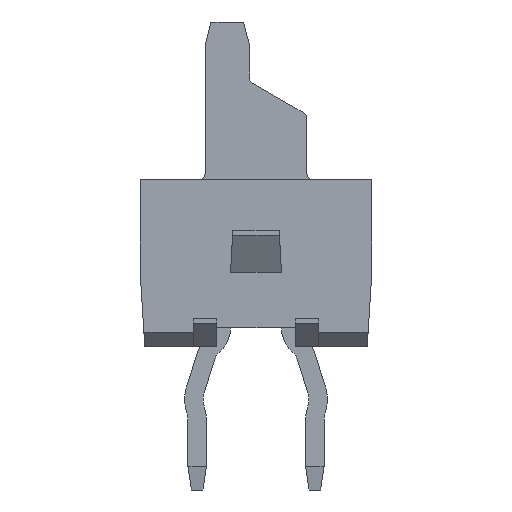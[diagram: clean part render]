
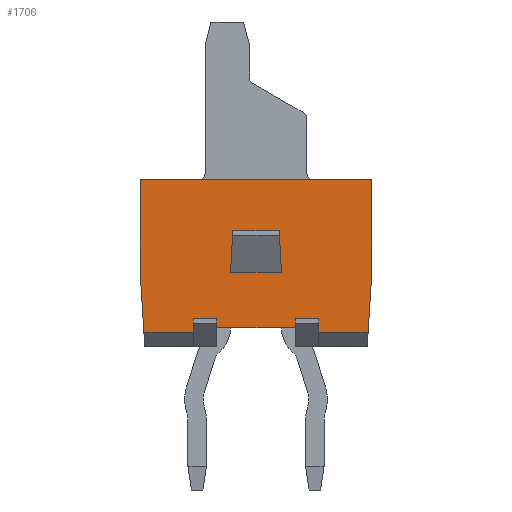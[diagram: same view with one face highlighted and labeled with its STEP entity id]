
A CAD part, left-side view. The second image highlights one B-rep face of the part: STEP entity #1706.
In plain terms, the highlighted planar face has unit normal (-1, 0, 0).
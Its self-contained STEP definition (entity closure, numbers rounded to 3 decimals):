
#1706=ADVANCED_FACE('',(#3477,#3478),#3479,.F.);
#3477=FACE_OUTER_BOUND('',#5310,.T.);
#3478=FACE_BOUND('',#5311,.T.);
#3479=PLANE('',#5312);
#5310=EDGE_LOOP('',(#10595,#10596,#10597,#10598,#10599,#10600,#10601,#10602,#10603,#10604,#10605,#10606,#10607,#10608));
#5311=EDGE_LOOP('',(#10609,#10610,#10611,#10612));
#5312=AXIS2_PLACEMENT_3D('',#10613,#10614,#10615);
#10595=ORIENTED_EDGE('',*,*,#12901,.T.);
#10596=ORIENTED_EDGE('',*,*,#12912,.T.);
#10597=ORIENTED_EDGE('',*,*,#13015,.F.);
#10598=ORIENTED_EDGE('',*,*,#13123,.T.);
#10599=ORIENTED_EDGE('',*,*,#13020,.F.);
#10600=ORIENTED_EDGE('',*,*,#12940,.F.);
#10601=ORIENTED_EDGE('',*,*,#12932,.T.);
#10602=ORIENTED_EDGE('',*,*,#13161,.T.);
#10603=ORIENTED_EDGE('',*,*,#12968,.F.);
#10604=ORIENTED_EDGE('',*,*,#13159,.F.);
#10605=ORIENTED_EDGE('',*,*,#13141,.F.);
#10606=ORIENTED_EDGE('',*,*,#13148,.T.);
#10607=ORIENTED_EDGE('',*,*,#12977,.T.);
#10608=ORIENTED_EDGE('',*,*,#13162,.T.);
#10609=ORIENTED_EDGE('',*,*,#12860,.T.);
#10610=ORIENTED_EDGE('',*,*,#12953,.T.);
#10611=ORIENTED_EDGE('',*,*,#12868,.F.);
#10612=ORIENTED_EDGE('',*,*,#12949,.F.);
#10613=CARTESIAN_POINT('',(-7.365,2.5,3.6));
#10614=DIRECTION('',(1.0,0.0,0.0));
#10615=DIRECTION('',(0.0,1.0,0.0));
#12860=EDGE_CURVE('',#15948,#15949,#15950,.T.);
#12868=EDGE_CURVE('',#15962,#15957,#15964,.T.);
#12901=EDGE_CURVE('',#16020,#16018,#16021,.T.);
#12912=EDGE_CURVE('',#16018,#16034,#16036,.T.);
#12932=EDGE_CURVE('',#16068,#16065,#16069,.T.);
#12940=EDGE_CURVE('',#16068,#16079,#16082,.T.);
#12949=EDGE_CURVE('',#15948,#15962,#16093,.T.);
#12953=EDGE_CURVE('',#15949,#15957,#16097,.T.);
#12968=EDGE_CURVE('',#16117,#16119,#16120,.T.);
#12977=EDGE_CURVE('',#16136,#16134,#16137,.T.);
#13015=EDGE_CURVE('',#16200,#16034,#16203,.T.);
#13020=EDGE_CURVE('',#16079,#16210,#16211,.T.);
#13123=EDGE_CURVE('',#16200,#16210,#16355,.T.);
#13141=EDGE_CURVE('',#16378,#16380,#16381,.T.);
#13148=EDGE_CURVE('',#16378,#16136,#16390,.T.);
#13159=EDGE_CURVE('',#16380,#16117,#16401,.T.);
#13161=EDGE_CURVE('',#16065,#16119,#16403,.T.);
#13162=EDGE_CURVE('',#16134,#16020,#16404,.T.);
#15948=VERTEX_POINT('',#20217);
#15949=VERTEX_POINT('',#20218);
#15950=LINE('',#20219,#20220);
#15957=VERTEX_POINT('',#20230);
#15962=VERTEX_POINT('',#20237);
#15964=LINE('',#20240,#20241);
#16018=VERTEX_POINT('',#20319);
#16020=VERTEX_POINT('',#20322);
#16021=LINE('',#20323,#20324);
#16034=VERTEX_POINT('',#20343);
#16036=LINE('',#20346,#20347);
#16065=VERTEX_POINT('',#20389);
#16068=VERTEX_POINT('',#20393);
#16069=LINE('',#20394,#20395);
#16079=VERTEX_POINT('',#20409);
#16082=LINE('',#20414,#20415);
#16093=LINE('',#20431,#20432);
#16097=LINE('',#20437,#20438);
#16117=VERTEX_POINT('',#20467);
#16119=VERTEX_POINT('',#20470);
#16120=LINE('',#20471,#20472);
#16134=VERTEX_POINT('',#20492);
#16136=VERTEX_POINT('',#20495);
#16137=LINE('',#20496,#20497);
#16200=VERTEX_POINT('',#20589);
#16203=LINE('',#20593,#20594);
#16210=VERTEX_POINT('',#20604);
#16211=LINE('',#20605,#20606);
#16355=LINE('',#20828,#20829);
#16378=VERTEX_POINT('',#20865);
#16380=VERTEX_POINT('',#20868);
#16381=LINE('',#20869,#20870);
#16390=LINE('',#20883,#20884);
#16401=LINE('',#20899,#20900);
#16403=LINE('',#20902,#20903);
#16404=LINE('',#20904,#20905);
#20217=CARTESIAN_POINT('',(-7.365,-0.5,2.5));
#20218=CARTESIAN_POINT('',(-7.365,-0.55,1.6));
#20219=CARTESIAN_POINT('',(-7.365,-0.5,2.5));
#20220=VECTOR('',#22997,1000.0);
#20230=CARTESIAN_POINT('',(-7.365,0.55,1.6));
#20237=CARTESIAN_POINT('',(-7.365,0.5,2.5));
#20240=CARTESIAN_POINT('',(-7.365,0.5,2.5));
#20241=VECTOR('',#23004,1000.0);
#20319=CARTESIAN_POINT('',(-7.365,1.35,0.6));
#20322=CARTESIAN_POINT('',(-7.365,1.35,0.3));
#20323=CARTESIAN_POINT('',(-7.365,1.35,0.3));
#20324=VECTOR('',#23030,1000.0);
#20343=CARTESIAN_POINT('',(-7.365,0.85,0.6));
#20346=CARTESIAN_POINT('',(-7.365,1.35,0.6));
#20347=VECTOR('',#23038,1000.0);
#20389=CARTESIAN_POINT('',(-7.365,-1.35,0.3));
#20393=CARTESIAN_POINT('',(-7.365,-1.35,0.6));
#20394=CARTESIAN_POINT('',(-7.365,-1.35,0.6));
#20395=VECTOR('',#23053,1000.0);
#20409=CARTESIAN_POINT('',(-7.365,-0.85,0.6));
#20414=CARTESIAN_POINT('',(-7.365,-1.35,0.6));
#20415=VECTOR('',#23060,1000.0);
#20431=CARTESIAN_POINT('',(-7.365,-0.55,2.5));
#20432=VECTOR('',#23066,1000.0);
#20437=CARTESIAN_POINT('',(-7.365,-0.55,1.6));
#20438=VECTOR('',#23068,1000.0);
#20467=CARTESIAN_POINT('',(-7.365,-2.5,1.6));
#20470=CARTESIAN_POINT('',(-7.365,-2.419,0.3));
#20471=CARTESIAN_POINT('',(-7.365,-2.605,3.281));
#20472=VECTOR('',#23079,1000.0);
#20492=CARTESIAN_POINT('',(-7.365,2.419,0.3));
#20495=CARTESIAN_POINT('',(-7.365,2.5,1.6));
#20496=CARTESIAN_POINT('',(-7.365,2.625,3.592));
#20497=VECTOR('',#23087,1000.0);
#20589=CARTESIAN_POINT('',(-7.365,0.85,0.4));
#20593=CARTESIAN_POINT('',(-7.365,0.85,0.3));
#20594=VECTOR('',#23118,1000.0);
#20604=CARTESIAN_POINT('',(-7.365,-0.85,0.4));
#20605=CARTESIAN_POINT('',(-7.365,-0.85,0.6));
#20606=VECTOR('',#23122,1000.0);
#20828=CARTESIAN_POINT('',(-7.365,2.5,0.4));
#20829=VECTOR('',#23225,1000.0);
#20865=CARTESIAN_POINT('',(-7.365,2.5,3.6));
#20868=CARTESIAN_POINT('',(-7.365,-2.5,3.6));
#20869=CARTESIAN_POINT('',(-7.365,2.5,3.6));
#20870=VECTOR('',#23240,1000.0);
#20883=CARTESIAN_POINT('',(-7.365,2.5,3.6));
#20884=VECTOR('',#23245,1000.0);
#20899=CARTESIAN_POINT('',(-7.365,-2.5,3.6));
#20900=VECTOR('',#23262,1000.0);
#20902=CARTESIAN_POINT('',(-7.365,2.5,0.3));
#20903=VECTOR('',#23263,1000.0);
#20904=CARTESIAN_POINT('',(-7.365,2.5,0.3));
#20905=VECTOR('',#23264,1000.0);
#22997=DIRECTION('',(0.0,-0.055,-0.998));
#23004=DIRECTION('',(0.0,0.055,-0.998));
#23030=DIRECTION('',(0.0,0.0,1.0));
#23038=DIRECTION('',(0.0,-1.0,0.0));
#23053=DIRECTION('',(0.0,0.0,-1.0));
#23060=DIRECTION('',(0.0,1.0,0.0));
#23066=DIRECTION('',(0.0,1.0,0.0));
#23068=DIRECTION('',(0.0,1.0,0.0));
#23079=DIRECTION('',(0.0,0.062,-0.998));
#23087=DIRECTION('',(0.0,-0.062,-0.998));
#23118=DIRECTION('',(0.0,0.0,1.0));
#23122=DIRECTION('',(0.0,0.0,-1.0));
#23225=DIRECTION('',(0.0,-1.0,0.));
#23240=DIRECTION('',(0.0,-1.0,0.0));
#23245=DIRECTION('',(0.0,0.0,-1.0));
#23262=DIRECTION('',(0.0,0.0,-1.0));
#23263=DIRECTION('',(0.0,-1.0,0.0));
#23264=DIRECTION('',(0.0,-1.0,0.0));
